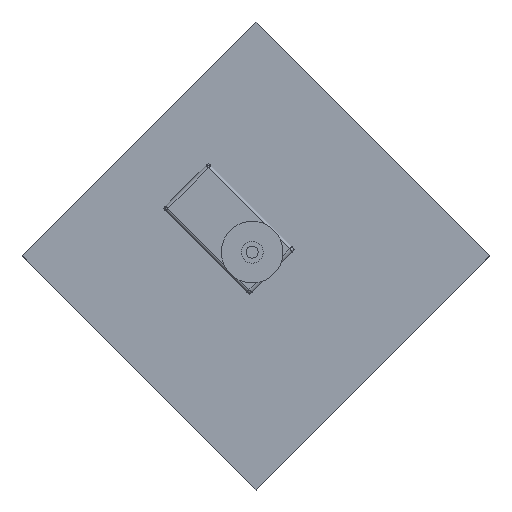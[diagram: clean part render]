
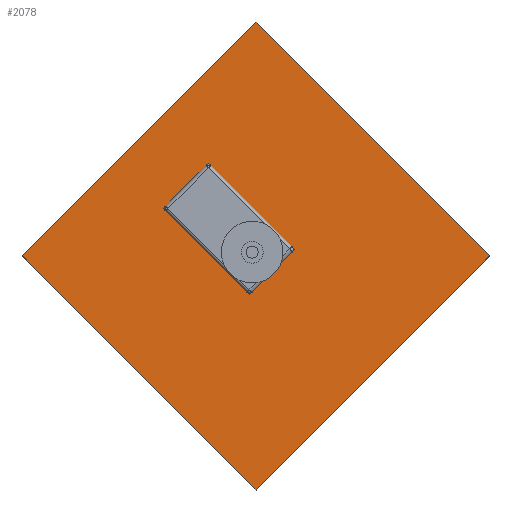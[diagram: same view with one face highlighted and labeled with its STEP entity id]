
A CAD part, top view. The second image highlights one B-rep face of the part: STEP entity #2078.
In plain terms, the highlighted planar face has unit normal (0, 0, 1).
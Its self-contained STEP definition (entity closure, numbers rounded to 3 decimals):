
#212 = FACE_BOUND ( 'NONE', #2820, .T. ) ;
#327 = CARTESIAN_POINT ( 'NONE',  ( 9.192, -9.192, -9. ) ) ;
#485 = VERTEX_POINT ( 'NONE', #6053 ) ;
#629 = EDGE_CURVE ( 'NONE', #975, #3795, #12586, .T. ) ;
#975 = VERTEX_POINT ( 'NONE', #3838 ) ;
#981 = LINE ( 'NONE', #8083, #9063 ) ;
#1672 = CARTESIAN_POINT ( 'NONE',  ( 19.445, 1.061, -9. ) ) ;
#1729 = LINE ( 'NONE', #11327, #7077 ) ;
#1807 = ORIENTED_EDGE ( 'NONE', *, *, #7605, .T. ) ;
#2078 = ADVANCED_FACE ( 'NONE', ( #212, #10505 ), #6054, .T. ) ;
#2203 = CARTESIAN_POINT ( 'NONE',  ( 12.021, 8.485, -9. ) ) ;
#2357 = AXIS2_PLACEMENT_3D ( 'NONE', #7987, #8978, #9944 ) ;
#2459 = DIRECTION ( 'NONE',  ( -0.707, -0.707, 0. ) ) ;
#2820 = EDGE_LOOP ( 'NONE', ( #9116, #1807, #5080, #5867 ) ) ;
#2838 = LINE ( 'NONE', #4849, #5004 ) ;
#3009 = VERTEX_POINT ( 'NONE', #10717 ) ;
#3018 = EDGE_CURVE ( 'NONE', #485, #3795, #5699, .T. ) ;
#3193 = CARTESIAN_POINT ( 'NONE',  ( 1.768, -107.834, -9. ) ) ;
#3241 = EDGE_CURVE ( 'NONE', #5421, #975, #981, .T. ) ;
#3504 = ORIENTED_EDGE ( 'NONE', *, *, #629, .F. ) ;
#3511 = VECTOR ( 'NONE', #7699, 1000. ) ;
#3795 = VERTEX_POINT ( 'NONE', #3193 ) ;
#3838 = CARTESIAN_POINT ( 'NONE',  ( 107.834, -1.768, -9. ) ) ;
#3852 = CARTESIAN_POINT ( 'NONE',  ( -40.305, 19.799, -9. ) ) ;
#4412 = LINE ( 'NONE', #2203, #9181 ) ;
#4849 = CARTESIAN_POINT ( 'NONE',  ( -51.265, 51.265, -9. ) ) ;
#5004 = VECTOR ( 'NONE', #6807, 1000. ) ;
#5080 = ORIENTED_EDGE ( 'NONE', *, *, #6071, .T. ) ;
#5337 = ORIENTED_EDGE ( 'NONE', *, *, #8452, .T. ) ;
#5374 = VERTEX_POINT ( 'NONE', #3852 ) ;
#5421 = VERTEX_POINT ( 'NONE', #8012 ) ;
#5699 = LINE ( 'NONE', #12748, #3511 ) ;
#5867 = ORIENTED_EDGE ( 'NONE', *, *, #8659, .F. ) ;
#5955 = DIRECTION ( 'NONE',  ( -0.707, -0.707, 0. ) ) ;
#6053 = CARTESIAN_POINT ( 'NONE',  ( -104.298, -1.768, -9. ) ) ;
#6054 = PLANE ( 'NONE',  #2357 ) ;
#6071 = EDGE_CURVE ( 'NONE', #8328, #3009, #7300, .T. ) ;
#6807 = DIRECTION ( 'NONE',  ( -0.707, -0.707, 0. ) ) ;
#7077 = VECTOR ( 'NONE', #10410, 1000. ) ;
#7300 = LINE ( 'NONE', #327, #11736 ) ;
#7421 = ORIENTED_EDGE ( 'NONE', *, *, #3241, .F. ) ;
#7605 = EDGE_CURVE ( 'NONE', #12244, #8328, #4412, .T. ) ;
#7667 = CARTESIAN_POINT ( 'NONE',  ( -30.052, 30.052, -9. ) ) ;
#7699 = DIRECTION ( 'NONE',  ( 0.707, -0.707, 0. ) ) ;
#7987 = CARTESIAN_POINT ( 'NONE',  ( 1.768, -1.768, -9. ) ) ;
#8012 = CARTESIAN_POINT ( 'NONE',  ( 1.768, 104.298, -9. ) ) ;
#8083 = CARTESIAN_POINT ( 'NONE',  ( 54.801, 51.265, -9. ) ) ;
#8320 = EDGE_CURVE ( 'NONE', #12244, #5374, #9005, .T. ) ;
#8328 = VERTEX_POINT ( 'NONE', #1672 ) ;
#8452 = EDGE_CURVE ( 'NONE', #5421, #485, #2838, .T. ) ;
#8659 = EDGE_CURVE ( 'NONE', #5374, #3009, #1729, .T. ) ;
#8747 = DIRECTION ( 'NONE',  ( -0.707, -0.707, 0. ) ) ;
#8978 = DIRECTION ( 'NONE',  ( 0., 0., 1. ) ) ;
#9005 = LINE ( 'NONE', #7667, #11539 ) ;
#9063 = VECTOR ( 'NONE', #9160, 1000. ) ;
#9116 = ORIENTED_EDGE ( 'NONE', *, *, #8320, .F. ) ;
#9160 = DIRECTION ( 'NONE',  ( 0.707, -0.707, 0. ) ) ;
#9181 = VECTOR ( 'NONE', #9249, 1000. ) ;
#9249 = DIRECTION ( 'NONE',  ( 0.707, -0.707, 0. ) ) ;
#9523 = CARTESIAN_POINT ( 'NONE',  ( -19.799, 40.305, -9. ) ) ;
#9944 = DIRECTION ( 'NONE',  ( -0.707, 0.707, 0. ) ) ;
#10410 = DIRECTION ( 'NONE',  ( 0.707, -0.707, 0. ) ) ;
#10505 = FACE_OUTER_BOUND ( 'NONE', #12312, .T. ) ;
#10717 = CARTESIAN_POINT ( 'NONE',  ( -1.061, -19.445, -9. ) ) ;
#11196 = CARTESIAN_POINT ( 'NONE',  ( 54.801, -54.801, -9. ) ) ;
#11327 = CARTESIAN_POINT ( 'NONE',  ( -8.485, -12.021, -9. ) ) ;
#11539 = VECTOR ( 'NONE', #8747, 1000. ) ;
#11736 = VECTOR ( 'NONE', #2459, 1000. ) ;
#12244 = VERTEX_POINT ( 'NONE', #9523 ) ;
#12312 = EDGE_LOOP ( 'NONE', ( #5337, #12938, #3504, #7421 ) ) ;
#12586 = LINE ( 'NONE', #11196, #12747 ) ;
#12747 = VECTOR ( 'NONE', #5955, 1000. ) ;
#12748 = CARTESIAN_POINT ( 'NONE',  ( -51.265, -54.801, -9. ) ) ;
#12938 = ORIENTED_EDGE ( 'NONE', *, *, #3018, .T. ) ;
